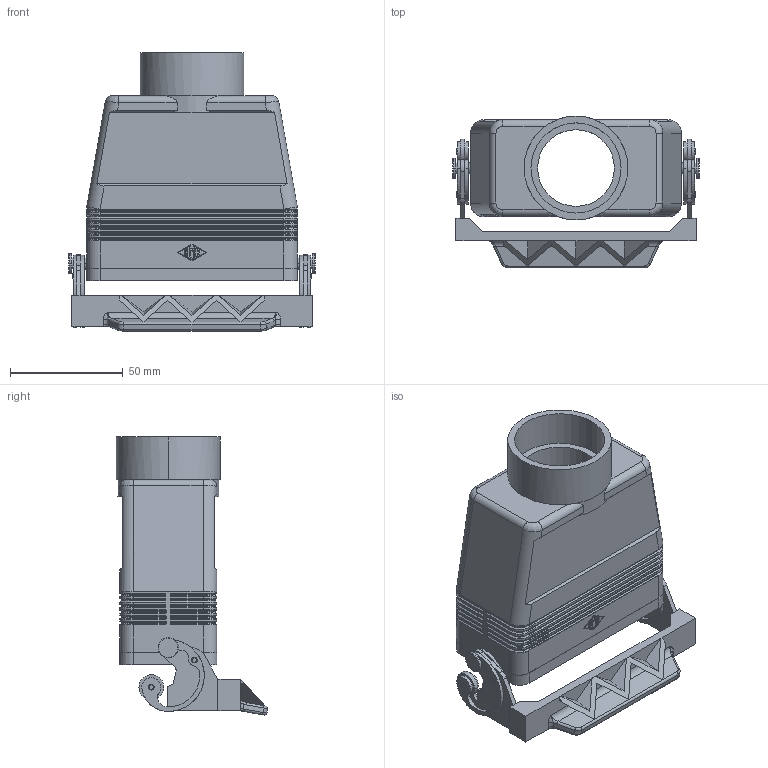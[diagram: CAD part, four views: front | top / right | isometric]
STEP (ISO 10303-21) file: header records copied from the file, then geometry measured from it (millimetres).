
FILE_DESCRIPTION(('Creo Elements/Direct Modeling STEP Export'),'2;1');
FILE_NAME('MAV_16_LG40.stp','2014-08-07T14:02:58',(''),(''),'Creo Elements/Direct Modeling STEP processor for AP214 (Solid Model)','Creo Elements/Direct Modeling 18.0B 02-Dec-2011 (C) Parametric Technology GmbH','');
FILE_SCHEMA(('AUTOMOTIVE_DESIGN { 1 0 10303 214 1 1 1 1 }'));
Length unit declared in the file: millimetre
Products named in the file (1): MAV_16_LG40
Bounding box: 109.5 x 67.09 x 123.37 mm (x, y, z)
Volume: 107210.2 mm3; surface area: 62834 mm2
Topology: 1 solids, 3 shells, 800 faces, 2000 edges, 1219 vertices
Faces by surface type: plane 351, cylinder 258, torus 84, cone 60, bspline 40, revolution 7
Entity records: 25097 total; most frequent: CARTESIAN_POINT 6545, ORIENTED_EDGE 3970, DIRECTION 3844, EDGE_CURVE 1985, AXIS2_PLACEMENT_3D 1365, VERTEX_POINT 1219, VECTOR 1107, LINE 1107
